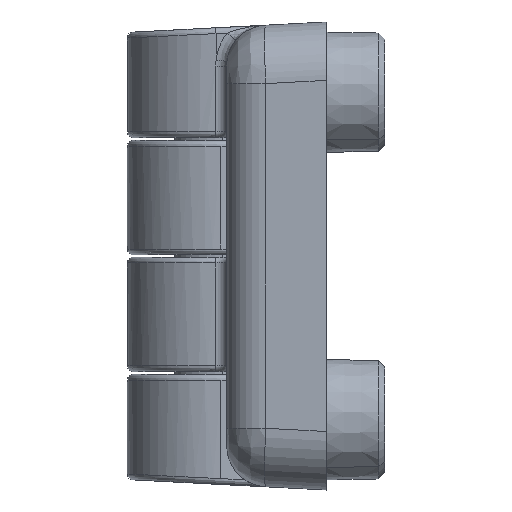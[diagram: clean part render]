
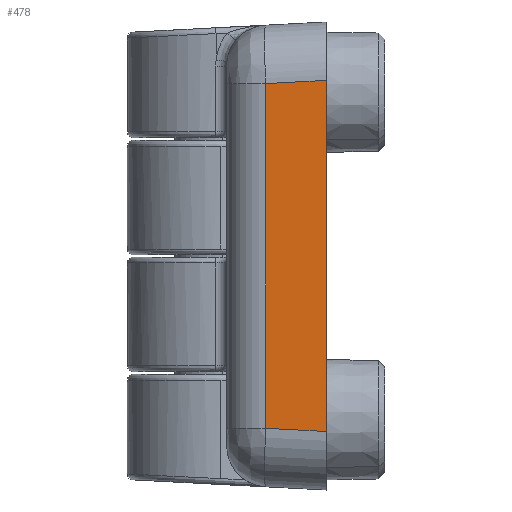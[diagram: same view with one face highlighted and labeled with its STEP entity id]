
A CAD part, left-side view. The second image highlights one B-rep face of the part: STEP entity #478.
In plain terms, the highlighted planar face has unit normal (-0.999, 0.052, 0).
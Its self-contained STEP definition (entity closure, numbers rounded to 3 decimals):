
#478=ADVANCED_FACE('NONE',(#1243),#1244,.T.);
#1243=FACE_OUTER_BOUND('',#2347,.T.);
#1244=PLANE('',#2348);
#2347=EDGE_LOOP('',(#4935,#4936,#4937,#4938));
#2348=AXIS2_PLACEMENT_3D('',#4939,#4940,#4941);
#4935=ORIENTED_EDGE('',*,*,#7782,.T.);
#4936=ORIENTED_EDGE('',*,*,#7783,.T.);
#4937=ORIENTED_EDGE('',*,*,#7784,.T.);
#4938=ORIENTED_EDGE('',*,*,#7773,.T.);
#4939=CARTESIAN_POINT('',(-39.0,-9.0,-19.99));
#4940=DIRECTION('',(-0.999,0.052,0.));
#4941=DIRECTION('',(0.,0.,1.0));
#7773=EDGE_CURVE('NONE',#9023,#9021,#9024,.T.);
#7782=EDGE_CURVE('NONE',#9021,#9033,#9034,.T.);
#7783=EDGE_CURVE('NONE',#9033,#9035,#9036,.T.);
#7784=EDGE_CURVE('NONE',#9035,#9023,#9037,.T.);
#9021=VERTEX_POINT('NONE',#11101);
#9023=VERTEX_POINT('NONE',#11113);
#9024=LINE('',#11114,#11115);
#9033=VERTEX_POINT('NONE',#11135);
#9034=LINE('',#11136,#11137);
#9035=VERTEX_POINT('NONE',#11138);
#9036=LINE('',#11139,#11140);
#9037=LINE('',#11141,#11142);
#11101=CARTESIAN_POINT('',(-39.0,-9.0,15.017));
#11113=CARTESIAN_POINT('',(-39.0,-9.0,-14.997));
#11114=CARTESIAN_POINT('',(-39.0,-9.0,-19.99));
#11115=VECTOR('',#14641,1000.0);
#11135=CARTESIAN_POINT('',(-38.728,-3.817,14.745));
#11136=CARTESIAN_POINT('',(-38.904,-7.175,14.921));
#11137=VECTOR('',#14658,1000.0);
#11138=CARTESIAN_POINT('',(-38.728,-3.817,-14.725));
#11139=CARTESIAN_POINT('',(-38.728,-3.817,-19.99));
#11140=VECTOR('',#14659,1000.0);
#11141=CARTESIAN_POINT('',(-39.014,-9.26,-15.01));
#11142=VECTOR('',#14660,1000.0);
#14641=DIRECTION('',(0.,0.,1.0));
#14658=DIRECTION('',(0.052,0.997,-0.052));
#14659=DIRECTION('',(0.,0.,-1.0));
#14660=DIRECTION('',(-0.052,-0.997,-0.052));
